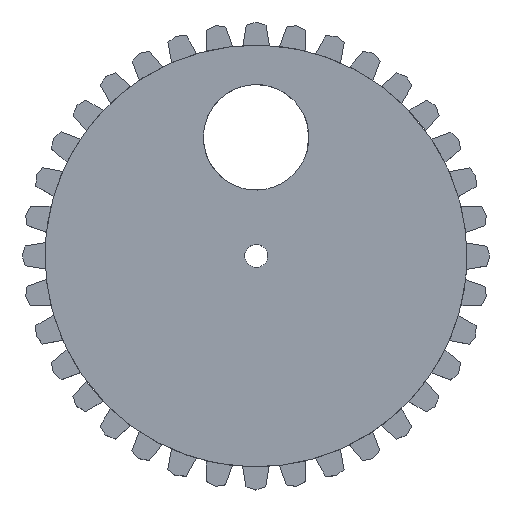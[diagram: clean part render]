
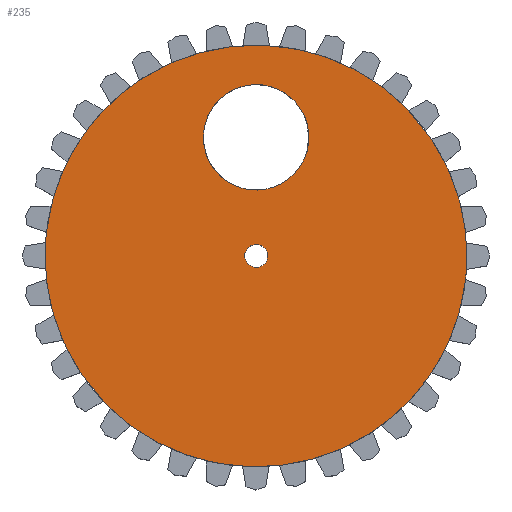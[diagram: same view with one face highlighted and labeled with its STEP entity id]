
A CAD part, top view. The second image highlights one B-rep face of the part: STEP entity #235.
In plain terms, the highlighted planar face has unit normal (0, 0, 1).
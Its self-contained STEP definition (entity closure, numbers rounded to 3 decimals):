
#144=CARTESIAN_POINT('',(-24.02,0.,-1.));
#145=VERTEX_POINT('',#144);
#152=CARTESIAN_POINT('',(23.98,0.,-1.));
#153=VERTEX_POINT('',#152);
#154=CARTESIAN_POINT('',(23.98,0.,-1.));
#155=CARTESIAN_POINT('',(23.98,48.,-1.));
#156=CARTESIAN_POINT('',(-24.02,48.,-1.));
#157=CARTESIAN_POINT('',(-24.02,0.,-1.));
#158=CARTESIAN_POINT('',(-24.02,-48.,-1.));
#159=CARTESIAN_POINT('',(23.98,-48.,-1.));
#160=CARTESIAN_POINT('',(23.98,0.,-1.));
#161=(BOUNDED_CURVE()
B_SPLINE_CURVE(3,(#154,#155,#156,#157,#158,#159,#160),.UNSPECIFIED.,.T.,.F.)
B_SPLINE_CURVE_WITH_KNOTS((4,3,4),(0.,0.5,1.),.UNSPECIFIED.)
CURVE()
GEOMETRIC_REPRESENTATION_ITEM()
RATIONAL_B_SPLINE_CURVE((1.,0.333,0.333,1.,0.333,0.333,1.))
REPRESENTATION_ITEM(''));
#162=EDGE_CURVE('',#153,#145,#161,.T.);
#164=CARTESIAN_POINT('',(23.98,0.,-1.));
#165=CARTESIAN_POINT('',(23.98,48.,-1.));
#166=CARTESIAN_POINT('',(-24.02,48.,-1.));
#167=CARTESIAN_POINT('',(-24.02,0.,-1.));
#168=CARTESIAN_POINT('',(-24.02,-48.,-1.));
#169=CARTESIAN_POINT('',(23.98,-48.,-1.));
#170=CARTESIAN_POINT('',(23.98,0.,-1.));
#171=(BOUNDED_CURVE()
B_SPLINE_CURVE(3,(#164,#165,#166,#167,#168,#169,#170),.UNSPECIFIED.,.T.,.F.)
B_SPLINE_CURVE_WITH_KNOTS((4,3,4),(0.,0.5,1.),.UNSPECIFIED.)
CURVE()
GEOMETRIC_REPRESENTATION_ITEM()
RATIONAL_B_SPLINE_CURVE((1.,0.333,0.333,1.,0.333,0.333,1.))
REPRESENTATION_ITEM(''));
#172=EDGE_CURVE('',#145,#153,#171,.T.);
#180=CARTESIAN_POINT('',(-0.005,0.,-1.));
#181=DIRECTION('',(0.,0.,1.));
#182=DIRECTION('',(1.,0.,0.));
#183=AXIS2_PLACEMENT_3D('',#180,#181,#182);
#184=PLANE('',#183);
#185=CARTESIAN_POINT('',(1.313,0.,-1.));
#186=VERTEX_POINT('',#185);
#187=CARTESIAN_POINT('',(-1.313,0.,-1.));
#188=VERTEX_POINT('',#187);
#189=CARTESIAN_POINT('',(0.,0.,-1.));
#190=DIRECTION('',(-0.,-0.,-1.));
#191=DIRECTION('',(1.,0.,-0.));
#192=AXIS2_PLACEMENT_3D('',#189,#190,#191);
#193=CIRCLE('',#192,1.313);
#194=EDGE_CURVE('',#186,#188,#193,.T.);
#195=ORIENTED_EDGE('',*,*,#194,.T.);
#196=CARTESIAN_POINT('',(0.,0.,-1.));
#197=DIRECTION('',(-0.,-0.,-1.));
#198=DIRECTION('',(1.,0.,-0.));
#199=AXIS2_PLACEMENT_3D('',#196,#197,#198);
#200=CIRCLE('',#199,1.313);
#201=EDGE_CURVE('',#188,#186,#200,.T.);
#202=ORIENTED_EDGE('',*,*,#201,.T.);
#203=EDGE_LOOP('',(#195,#202));
#204=FACE_BOUND('',#203,.T.);
#205=CARTESIAN_POINT('',(5.995,13.5,-1.));
#206=VERTEX_POINT('',#205);
#207=CARTESIAN_POINT('',(-6.005,13.5,-1.));
#208=VERTEX_POINT('',#207);
#209=CARTESIAN_POINT('',(5.995,13.5,-1.));
#210=CARTESIAN_POINT('',(5.995,1.5,-1.));
#211=CARTESIAN_POINT('',(-6.005,1.5,-1.));
#212=CARTESIAN_POINT('',(-6.005,13.5,-1.));
#213=CARTESIAN_POINT('',(-6.005,25.5,-1.));
#214=CARTESIAN_POINT('',(5.995,25.5,-1.));
#215=CARTESIAN_POINT('',(5.995,13.5,-1.));
#216=(BOUNDED_CURVE()
B_SPLINE_CURVE(3,(#209,#210,#211,#212,#213,#214,#215),.UNSPECIFIED.,.T.,.F.)
B_SPLINE_CURVE_WITH_KNOTS((4,3,4),(0.,0.5,1.),.UNSPECIFIED.)
CURVE()
GEOMETRIC_REPRESENTATION_ITEM()
RATIONAL_B_SPLINE_CURVE((1.,0.333,0.333,1.,0.333,0.333,1.))
REPRESENTATION_ITEM(''));
#217=EDGE_CURVE('',#206,#208,#216,.T.);
#218=ORIENTED_EDGE('',*,*,#217,.T.);
#219=CARTESIAN_POINT('',(5.995,13.5,-1.));
#220=CARTESIAN_POINT('',(5.995,1.5,-1.));
#221=CARTESIAN_POINT('',(-6.005,1.5,-1.));
#222=CARTESIAN_POINT('',(-6.005,13.5,-1.));
#223=CARTESIAN_POINT('',(-6.005,25.5,-1.));
#224=CARTESIAN_POINT('',(5.995,25.5,-1.));
#225=CARTESIAN_POINT('',(5.995,13.5,-1.));
#226=(BOUNDED_CURVE()
B_SPLINE_CURVE(3,(#219,#220,#221,#222,#223,#224,#225),.UNSPECIFIED.,.T.,.F.)
B_SPLINE_CURVE_WITH_KNOTS((4,3,4),(0.,0.5,1.),.UNSPECIFIED.)
CURVE()
GEOMETRIC_REPRESENTATION_ITEM()
RATIONAL_B_SPLINE_CURVE((1.,0.333,0.333,1.,0.333,0.333,1.))
REPRESENTATION_ITEM(''));
#227=EDGE_CURVE('',#208,#206,#226,.T.);
#228=ORIENTED_EDGE('',*,*,#227,.T.);
#229=EDGE_LOOP('',(#218,#228));
#230=FACE_BOUND('',#229,.T.);
#231=ORIENTED_EDGE('',*,*,#162,.T.);
#232=ORIENTED_EDGE('',*,*,#172,.T.);
#233=EDGE_LOOP('',(#231,#232));
#234=FACE_BOUND('',#233,.T.);
#235=ADVANCED_FACE('',(#204,#230,#234),#184,.T.);
